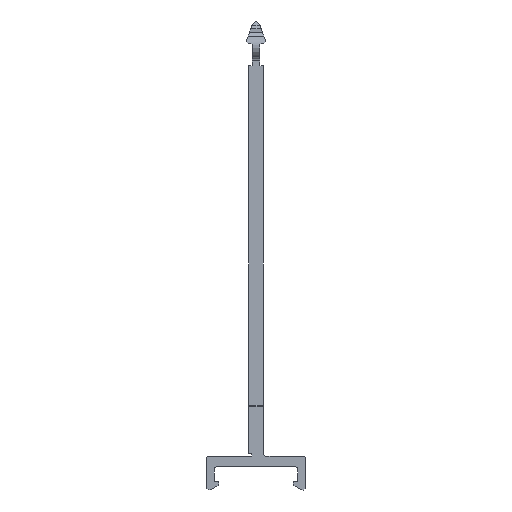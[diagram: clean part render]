
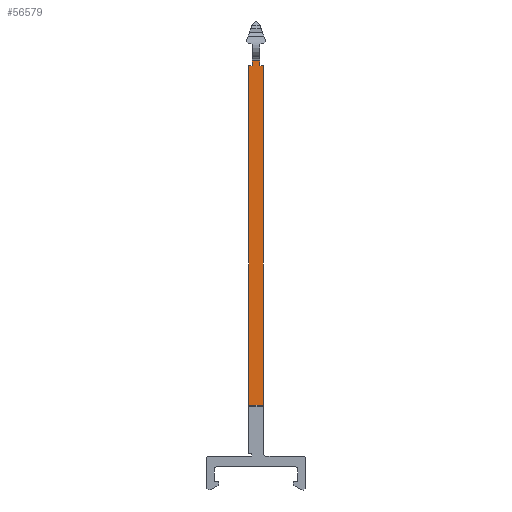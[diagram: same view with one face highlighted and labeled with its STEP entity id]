
A CAD part, left-side view. The second image highlights one B-rep face of the part: STEP entity #56579.
In plain terms, the highlighted planar face has unit normal (-1, 0, 0).
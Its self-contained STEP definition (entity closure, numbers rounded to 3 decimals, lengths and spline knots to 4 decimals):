
#134 = VERTEX_POINT ( 'NONE', #35339 ) ;
#1112 = LINE ( 'NONE', #27595, #39372 ) ;
#1586 = ORIENTED_EDGE ( 'NONE', *, *, #43602, .F. ) ;
#1770 = ORIENTED_EDGE ( 'NONE', *, *, #75749, .F. ) ;
#3163 = EDGE_CURVE ( 'NONE', #57718, #80645, #1112, .T. ) ;
#3280 = CARTESIAN_POINT ( 'NONE',  ( 0.1563, 0.0295, 2.9483 ) ) ;
#3710 = CARTESIAN_POINT ( 'NONE',  ( 0.1563, -0.0295, 2.9843 ) ) ;
#7334 = LINE ( 'NONE', #46958, #41310 ) ;
#8926 = DIRECTION ( 'NONE',  ( 0., -1., 0. ) ) ;
#9421 = ORIENTED_EDGE ( 'NONE', *, *, #65146, .F. ) ;
#10139 = LINE ( 'NONE', #23987, #62238 ) ;
#10762 = CARTESIAN_POINT ( 'NONE',  ( 0.1563, 0.0295, 2.9483 ) ) ;
#12159 = EDGE_CURVE ( 'NONE', #57718, #21202, #10139, .T. ) ;
#12262 = VERTEX_POINT ( 'NONE', #79258 ) ;
#17155 = CARTESIAN_POINT ( 'NONE',  ( 0.1563, -0.055, 2.9483 ) ) ;
#17377 = ORIENTED_EDGE ( 'NONE', *, *, #21510, .F. ) ;
#17449 = LINE ( 'NONE', #74150, #67459 ) ;
#21202 = VERTEX_POINT ( 'NONE', #10762 ) ;
#21510 = EDGE_CURVE ( 'NONE', #46885, #12262, #25759, .T. ) ;
#21962 = CARTESIAN_POINT ( 'NONE',  ( 0.1563, -0.055, 0.02 ) ) ;
#21964 = CARTESIAN_POINT ( 'NONE',  ( 0.1563, 0.614, 2.9843 ) ) ;
#22303 = ORIENTED_EDGE ( 'NONE', *, *, #68893, .F. ) ;
#23207 = VECTOR ( 'NONE', #8926, 39.3701 ) ;
#23987 = CARTESIAN_POINT ( 'NONE',  ( 0.1563, 0.614, 2.9483 ) ) ;
#23999 = DIRECTION ( 'NONE',  ( 0., -1., 0. ) ) ;
#25455 = CARTESIAN_POINT ( 'NONE',  ( 0.1563, -0.055, 2.9483 ) ) ;
#25759 = LINE ( 'NONE', #21962, #77844 ) ;
#25841 = PLANE ( 'NONE',  #70101 ) ;
#27595 = CARTESIAN_POINT ( 'NONE',  ( 0.1563, 0.055, 0.3853 ) ) ;
#28345 = ORIENTED_EDGE ( 'NONE', *, *, #12159, .F. ) ;
#31449 = ORIENTED_EDGE ( 'NONE', *, *, #3163, .T. ) ;
#32177 = VERTEX_POINT ( 'NONE', #3710 ) ;
#32634 = DIRECTION ( 'NONE',  ( 1., 0., 0. ) ) ;
#34927 = FACE_OUTER_BOUND ( 'NONE', #51529, .T. ) ;
#35339 = CARTESIAN_POINT ( 'NONE',  ( 0.1563, -0.0295, 2.9483 ) ) ;
#36049 = VECTOR ( 'NONE', #57629, 39.3701 ) ;
#37341 = ORIENTED_EDGE ( 'NONE', *, *, #81775, .T. ) ;
#39372 = VECTOR ( 'NONE', #68297, 39.3701 ) ;
#41279 = LINE ( 'NONE', #21964, #23207 ) ;
#41310 = VECTOR ( 'NONE', #53799, 39.3701 ) ;
#43602 = EDGE_CURVE ( 'NONE', #32177, #134, #7334, .T. ) ;
#46786 = CARTESIAN_POINT ( 'NONE',  ( 0.1563, 0.055, 0.3853 ) ) ;
#46885 = VERTEX_POINT ( 'NONE', #25455 ) ;
#46958 = CARTESIAN_POINT ( 'NONE',  ( 0.1563, -0.0295, 2.9483 ) ) ;
#48469 = VERTEX_POINT ( 'NONE', #71562 ) ;
#51529 = EDGE_LOOP ( 'NONE', ( #31449, #9421, #17377, #1770, #1586, #22303, #37341, #28345 ) ) ;
#53799 = DIRECTION ( 'NONE',  ( 0., 0., -1. ) ) ;
#53929 = DIRECTION ( 'NONE',  ( 0., 1., 0. ) ) ;
#56018 = CARTESIAN_POINT ( 'NONE',  ( 0.1563, 0.055, 2.9483 ) ) ;
#56278 = LINE ( 'NONE', #3280, #36049 ) ;
#56579 = ADVANCED_FACE ( 'NONE', ( #34927 ), #25841, .F. ) ;
#57629 = DIRECTION ( 'NONE',  ( 0., 0., -1. ) ) ;
#57718 = VERTEX_POINT ( 'NONE', #56018 ) ;
#59075 = VECTOR ( 'NONE', #23999, 39.3701 ) ;
#62238 = VECTOR ( 'NONE', #71530, 39.3701 ) ;
#65146 = EDGE_CURVE ( 'NONE', #12262, #80645, #17449, .T. ) ;
#66538 = CARTESIAN_POINT ( 'NONE',  ( 0.1563, 0.614, 0.3853 ) ) ;
#67459 = VECTOR ( 'NONE', #53929, 39.3701 ) ;
#68297 = DIRECTION ( 'NONE',  ( 0., 0., -1. ) ) ;
#68893 = EDGE_CURVE ( 'NONE', #48469, #32177, #41279, .T. ) ;
#70101 = AXIS2_PLACEMENT_3D ( 'NONE', #66538, #32634, #80195 ) ;
#71530 = DIRECTION ( 'NONE',  ( 0., -1., 0. ) ) ;
#71562 = CARTESIAN_POINT ( 'NONE',  ( 0.1563, 0.0295, 2.9843 ) ) ;
#74150 = CARTESIAN_POINT ( 'NONE',  ( 0.1563, 0.614, 0.3853 ) ) ;
#75749 = EDGE_CURVE ( 'NONE', #134, #46885, #77188, .T. ) ;
#77188 = LINE ( 'NONE', #17155, #59075 ) ;
#77844 = VECTOR ( 'NONE', #82893, 39.3701 ) ;
#79258 = CARTESIAN_POINT ( 'NONE',  ( 0.1563, -0.055, 0.3853 ) ) ;
#80195 = DIRECTION ( 'NONE',  ( 0., 0., -1. ) ) ;
#80645 = VERTEX_POINT ( 'NONE', #46786 ) ;
#81775 = EDGE_CURVE ( 'NONE', #48469, #21202, #56278, .T. ) ;
#82893 = DIRECTION ( 'NONE',  ( 0., 0., -1. ) ) ;
